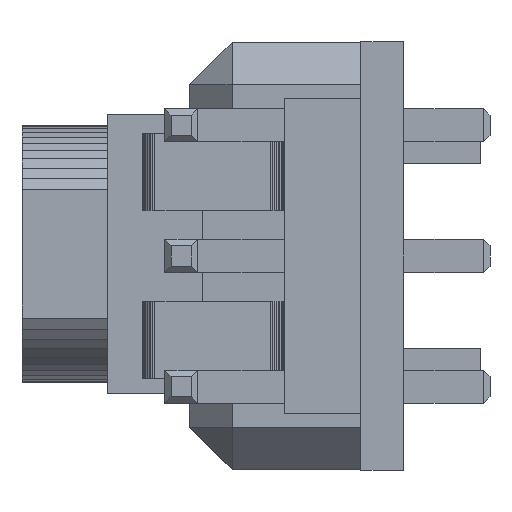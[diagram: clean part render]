
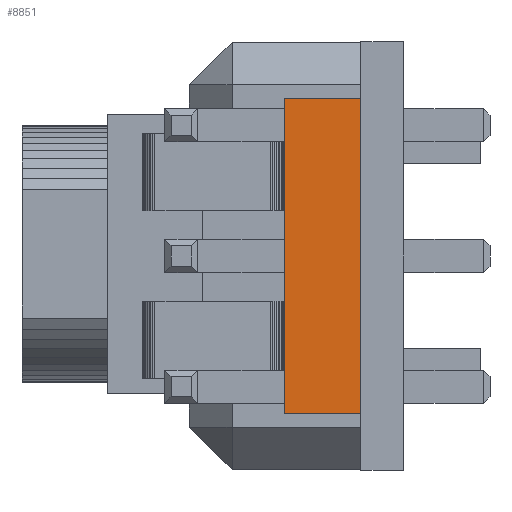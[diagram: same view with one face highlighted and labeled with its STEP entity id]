
A CAD part, left-side view. The second image highlights one B-rep face of the part: STEP entity #8851.
In plain terms, the highlighted planar face has unit normal (-1, 0, 0).
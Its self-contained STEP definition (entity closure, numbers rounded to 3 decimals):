
#71 = VERTEX_POINT ( 'NONE', #3584 ) ;
#833 = EDGE_CURVE ( 'NONE', #5328, #7433, #9636, .T. ) ;
#1283 = DIRECTION ( 'NONE',  ( 1., 0., 0. ) ) ;
#1795 = CARTESIAN_POINT ( 'NONE',  ( -20.243, 2.78, 3.683 ) ) ;
#2919 = DIRECTION ( 'NONE',  ( 0., -1., 0. ) ) ;
#2972 = CARTESIAN_POINT ( 'NONE',  ( -20.243, 2.78, 0. ) ) ;
#3562 = VECTOR ( 'NONE', #9574, 1000. ) ;
#3584 = CARTESIAN_POINT ( 'NONE',  ( -20.243, 1., 3.683 ) ) ;
#4109 = FACE_OUTER_BOUND ( 'NONE', #10523, .T. ) ;
#4706 = ORIENTED_EDGE ( 'NONE', *, *, #5101, .F. ) ;
#5101 = EDGE_CURVE ( 'NONE', #11773, #71, #11975, .T. ) ;
#5328 = VERTEX_POINT ( 'NONE', #11781 ) ;
#6033 = EDGE_CURVE ( 'NONE', #5328, #11773, #11429, .T. ) ;
#6057 = EDGE_CURVE ( 'NONE', #7433, #71, #8022, .T. ) ;
#6079 = CARTESIAN_POINT ( 'NONE',  ( -20.243, 2.78, 0. ) ) ;
#6486 = AXIS2_PLACEMENT_3D ( 'NONE', #6079, #1283, #11765 ) ;
#6536 = VECTOR ( 'NONE', #2919, 1000. ) ;
#6952 = VECTOR ( 'NONE', #12084, 1000. ) ;
#7433 = VERTEX_POINT ( 'NONE', #10368 ) ;
#7867 = PLANE ( 'NONE',  #6486 ) ;
#8022 = LINE ( 'NONE', #9125, #11848 ) ;
#8851 = ADVANCED_FACE ( 'NONE', ( #4109 ), #7867, .F. ) ;
#9125 = CARTESIAN_POINT ( 'NONE',  ( -20.243, 1., 0. ) ) ;
#9489 = ORIENTED_EDGE ( 'NONE', *, *, #6057, .T. ) ;
#9574 = DIRECTION ( 'NONE',  ( 0., 0., 1. ) ) ;
#9636 = LINE ( 'NONE', #11246, #6536 ) ;
#10368 = CARTESIAN_POINT ( 'NONE',  ( -20.243, 1., -3.683 ) ) ;
#10523 = EDGE_LOOP ( 'NONE', ( #9489, #4706, #11637, #11209 ) ) ;
#10904 = CARTESIAN_POINT ( 'NONE',  ( -20.243, 2.78, 3.683 ) ) ;
#10932 = DIRECTION ( 'NONE',  ( 0., 0., 1. ) ) ;
#11209 = ORIENTED_EDGE ( 'NONE', *, *, #833, .T. ) ;
#11246 = CARTESIAN_POINT ( 'NONE',  ( -20.243, 2.78, -3.683 ) ) ;
#11429 = LINE ( 'NONE', #2972, #3562 ) ;
#11637 = ORIENTED_EDGE ( 'NONE', *, *, #6033, .F. ) ;
#11765 = DIRECTION ( 'NONE',  ( 0., 0., -1. ) ) ;
#11773 = VERTEX_POINT ( 'NONE', #10904 ) ;
#11781 = CARTESIAN_POINT ( 'NONE',  ( -20.243, 2.78, -3.683 ) ) ;
#11848 = VECTOR ( 'NONE', #10932, 1000. ) ;
#11975 = LINE ( 'NONE', #1795, #6952 ) ;
#12084 = DIRECTION ( 'NONE',  ( 0., -1., 0. ) ) ;
